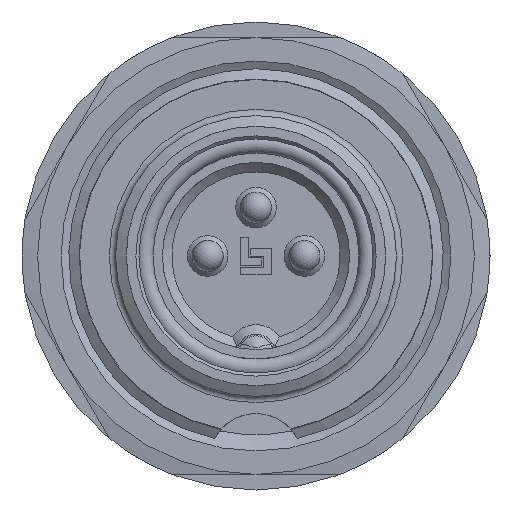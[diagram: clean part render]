
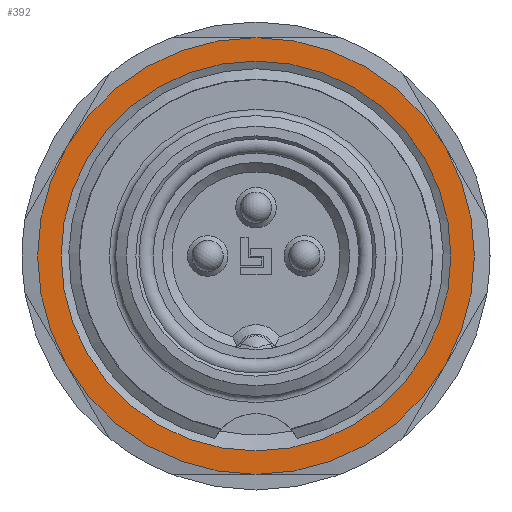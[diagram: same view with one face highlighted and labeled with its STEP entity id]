
A CAD part, left-side view. The second image highlights one B-rep face of the part: STEP entity #392.
In plain terms, the highlighted planar face has unit normal (-1, 0, 0).
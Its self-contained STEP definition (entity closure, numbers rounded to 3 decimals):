
#298=PLANE('',#2110);
#392=ADVANCED_FACE('',(#552,#553),#298,.T.);
#552=FACE_BOUND('',#712,.T.);
#553=FACE_BOUND('',#713,.T.);
#712=EDGE_LOOP('',(#1249));
#713=EDGE_LOOP('',(#1250,#1251,#1252,#1253,#1254,#1255));
#1249=ORIENTED_EDGE('',*,*,#1750,.T.);
#1250=ORIENTED_EDGE('',*,*,#1757,.T.);
#1251=ORIENTED_EDGE('',*,*,#1758,.T.);
#1252=ORIENTED_EDGE('',*,*,#1759,.T.);
#1253=ORIENTED_EDGE('',*,*,#1760,.T.);
#1254=ORIENTED_EDGE('',*,*,#1761,.T.);
#1255=ORIENTED_EDGE('',*,*,#1762,.T.);
#1536=VERTEX_POINT('',#3498);
#1543=VERTEX_POINT('',#3514);
#1544=VERTEX_POINT('',#3515);
#1545=VERTEX_POINT('',#3517);
#1546=VERTEX_POINT('',#3519);
#1547=VERTEX_POINT('',#3521);
#1548=VERTEX_POINT('',#3523);
#1750=EDGE_CURVE('',#1536,#1536,#1906,.T.);
#1757=EDGE_CURVE('',#1543,#1544,#1913,.T.);
#1758=EDGE_CURVE('',#1544,#1545,#1914,.T.);
#1759=EDGE_CURVE('',#1545,#1546,#1915,.T.);
#1760=EDGE_CURVE('',#1546,#1547,#1916,.T.);
#1761=EDGE_CURVE('',#1547,#1548,#1917,.T.);
#1762=EDGE_CURVE('',#1548,#1543,#1918,.T.);
#1906=CIRCLE('',#2095,6.249);
#1913=CIRCLE('',#2104,7.);
#1914=CIRCLE('',#2105,7.);
#1915=CIRCLE('',#2106,7.);
#1916=CIRCLE('',#2107,7.);
#1917=CIRCLE('',#2108,7.);
#1918=CIRCLE('',#2109,7.);
#2095=AXIS2_PLACEMENT_3D('',#3497,#2537,#2538);
#2104=AXIS2_PLACEMENT_3D('',#3513,#2555,#2556);
#2105=AXIS2_PLACEMENT_3D('',#3516,#2557,#2558);
#2106=AXIS2_PLACEMENT_3D('',#3518,#2559,#2560);
#2107=AXIS2_PLACEMENT_3D('',#3520,#2561,#2562);
#2108=AXIS2_PLACEMENT_3D('',#3522,#2563,#2564);
#2109=AXIS2_PLACEMENT_3D('',#3524,#2565,#2566);
#2110=AXIS2_PLACEMENT_3D('',#3525,#2567,#2568);
#2537=DIRECTION('',(1.,0.,0.));
#2538=DIRECTION('',(0.,0.,1.));
#2555=DIRECTION('',(-1.,0.,0.));
#2556=DIRECTION('',(0.,0.,1.));
#2557=DIRECTION('',(-1.,0.,0.));
#2558=DIRECTION('',(0.,0.,1.));
#2559=DIRECTION('',(-1.,0.,0.));
#2560=DIRECTION('',(0.,0.,1.));
#2561=DIRECTION('',(-1.,0.,0.));
#2562=DIRECTION('',(0.,0.,1.));
#2563=DIRECTION('',(-1.,0.,0.));
#2564=DIRECTION('',(0.,0.,1.));
#2565=DIRECTION('',(-1.,0.,0.));
#2566=DIRECTION('',(0.,0.,1.));
#2567=DIRECTION('',(-1.,0.,0.));
#2568=DIRECTION('',(0.,0.,1.));
#3497=CARTESIAN_POINT('',(9.5,0.,0.));
#3498=CARTESIAN_POINT('',(9.5,0.,6.249));
#3513=CARTESIAN_POINT('',(9.5,0.,0.));
#3514=CARTESIAN_POINT('',(9.5,6.062,3.5));
#3515=CARTESIAN_POINT('',(9.5,6.062,-3.5));
#3516=CARTESIAN_POINT('',(9.5,0.,0.));
#3517=CARTESIAN_POINT('',(9.5,0.,-7.));
#3518=CARTESIAN_POINT('',(9.5,0.,0.));
#3519=CARTESIAN_POINT('',(9.5,-6.062,-3.5));
#3520=CARTESIAN_POINT('',(9.5,0.,0.));
#3521=CARTESIAN_POINT('',(9.5,-6.062,3.5));
#3522=CARTESIAN_POINT('',(9.5,0.,0.));
#3523=CARTESIAN_POINT('',(9.5,0.,7.));
#3524=CARTESIAN_POINT('',(9.5,0.,0.));
#3525=CARTESIAN_POINT('',(9.5,0.,0.));
